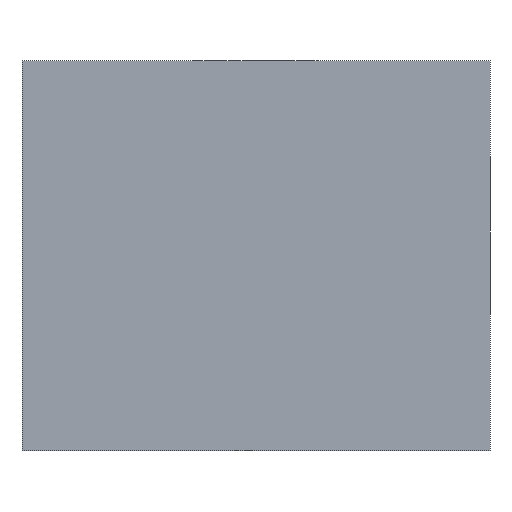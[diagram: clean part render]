
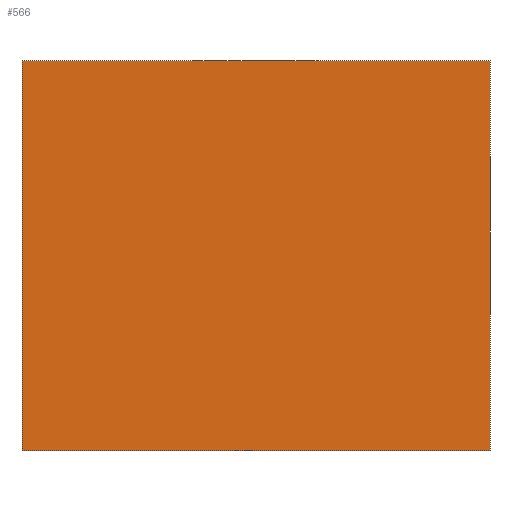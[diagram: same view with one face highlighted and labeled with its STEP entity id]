
A CAD part, front view. The second image highlights one B-rep face of the part: STEP entity #566.
In plain terms, the highlighted planar face has unit normal (0, -1, 0).
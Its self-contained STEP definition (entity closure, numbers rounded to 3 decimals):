
#39=PLANE('',#620);
#69=FACE_OUTER_BOUND('',#109,.T.);
#109=EDGE_LOOP('',(#459,#460,#461,#462));
#140=LINE('',#822,#203);
#147=LINE('',#835,#210);
#149=LINE('',#841,#212);
#160=LINE('',#869,#223);
#203=VECTOR('',#666,10.);
#210=VECTOR('',#675,10.);
#212=VECTOR('',#681,10.);
#223=VECTOR('',#712,10.);
#278=VERTEX_POINT('',#819);
#279=VERTEX_POINT('',#821);
#284=VERTEX_POINT('',#833);
#286=VERTEX_POINT('',#839);
#330=EDGE_CURVE('',#279,#278,#140,.T.);
#337=EDGE_CURVE('',#278,#284,#147,.T.);
#340=EDGE_CURVE('',#286,#284,#149,.T.);
#354=EDGE_CURVE('',#279,#286,#160,.T.);
#459=ORIENTED_EDGE('',*,*,#337,.T.);
#460=ORIENTED_EDGE('',*,*,#340,.F.);
#461=ORIENTED_EDGE('',*,*,#354,.F.);
#462=ORIENTED_EDGE('',*,*,#330,.T.);
#566=ADVANCED_FACE('',(#69),#39,.T.);
#620=AXIS2_PLACEMENT_3D('',#870,#713,#714);
#666=DIRECTION('',(0.,0.,-1.));
#675=DIRECTION('',(1.,0.,0.));
#681=DIRECTION('',(0.,0.,-1.));
#712=DIRECTION('',(1.,0.,0.));
#713=DIRECTION('center_axis',(0.,-1.,0.));
#714=DIRECTION('ref_axis',(0.,0.,-1.));
#819=CARTESIAN_POINT('',(0.,5.,-25.));
#821=CARTESIAN_POINT('',(0.,5.,0.));
#822=CARTESIAN_POINT('',(0.,5.,0.));
#833=CARTESIAN_POINT('',(30.,5.,-25.));
#835=CARTESIAN_POINT('',(0.,5.,-25.));
#839=CARTESIAN_POINT('',(30.,5.,0.));
#841=CARTESIAN_POINT('',(30.,5.,0.));
#869=CARTESIAN_POINT('',(0.,5.,0.));
#870=CARTESIAN_POINT('Origin',(0.,5.,0.));
